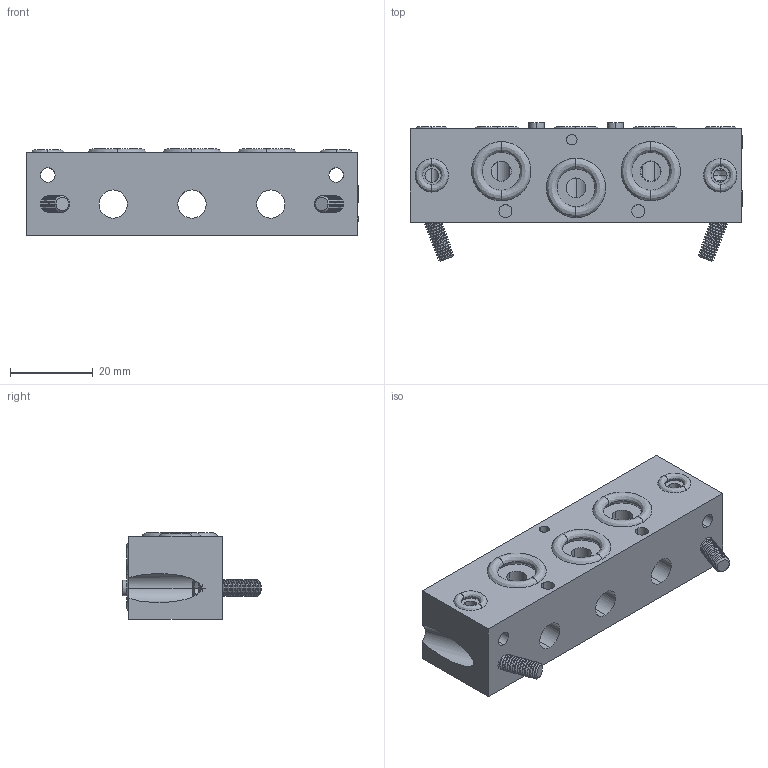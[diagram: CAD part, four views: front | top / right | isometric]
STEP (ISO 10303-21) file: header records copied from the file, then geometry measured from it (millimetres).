
FILE_DESCRIPTION (( 'STEP AP214' ), '1' );
FILE_NAME ('07_039_2.STEP', '2016-06-27T12:20:38', ( '' ), ( '' ), 'SwSTEP 2.0', 'SolidWorks 2016', '' );
FILE_SCHEMA (( 'AUTOMOTIVE_DESIGN' ));
Length unit declared in the file: millimetre
Products named in the file (1): 07_039_2
Bounding box: 80 x 33.34 x 20.82 mm (x, y, z)
Volume: 31819.2 mm3; surface area: 14011 mm2
Topology: 15 solids, 15 shells, 458 faces, 975 edges, 536 vertices
Faces by surface type: cone 197, cylinder 152, plane 61, bspline 48
Entity records: 18056 total; most frequent: CARTESIAN_POINT 3420, DIRECTION 2242, ORIENTED_EDGE 1936, EDGE_CURVE 968, AXIS2_PLACEMENT_3D 914, VERTEX_POINT 536, CIRCLE 503, EDGE_LOOP 494
